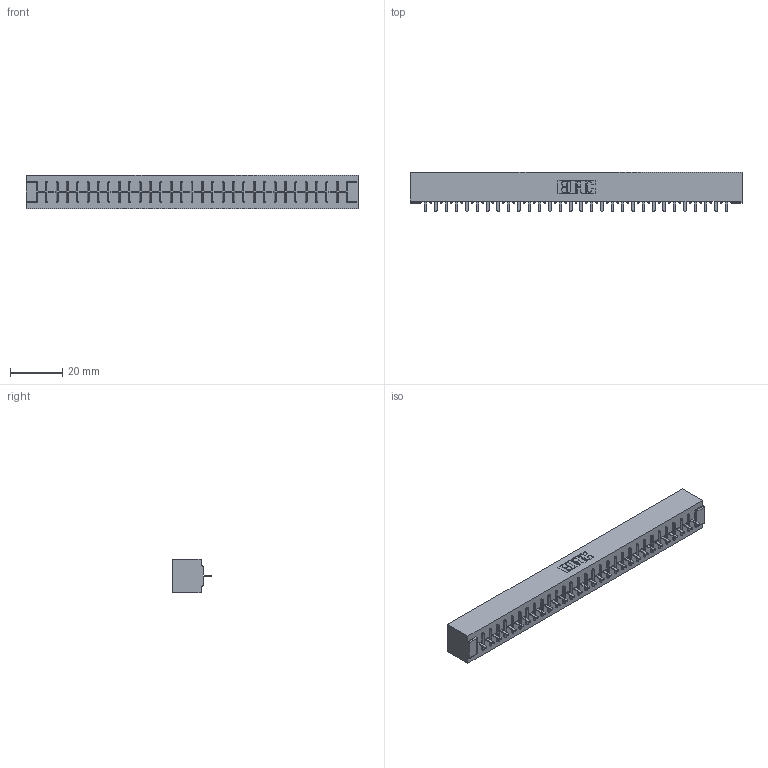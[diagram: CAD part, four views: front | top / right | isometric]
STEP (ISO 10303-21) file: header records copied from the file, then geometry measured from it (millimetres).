
FILE_DESCRIPTION (( 'STEP AP203' ), '1' );
FILE_NAME ('316-030-521-101.STEP', '2018-07-31T03:20:43', ( '' ), ( '' ), 'SwSTEP 2.0', 'SolidWorks 2016', '' );
FILE_SCHEMA (( 'CONFIG_CONTROL_DESIGN' ));
Length unit declared in the file: inch
Products named in the file (3): 306 Part_No Mounting; 306-290-001_121; 316-030-521-101
Assembly tree (31 placements, depth 2):
  316-030-521-101
    306 Part_No Mounting
    306-290-001_121  x30
Bounding box: 126.75 x 14.88 x 12.7 mm (x, y, z)
Volume: 14453.3 mm3; surface area: 14616.9 mm2
Topology: 31 solids, 31 shells, 2208 faces, 6202 edges, 3972 vertices
Faces by surface type: plane 1474, cylinder 614, sphere 120
Entity records: 29209 total; most frequent: CARTESIAN_POINT 4901, ORIENTED_EDGE 4856, DIRECTION 4834, EDGE_CURVE 2428, LINE 1896, VECTOR 1896, VERTEX_POINT 1536, AXIS2_PLACEMENT_3D 1469
